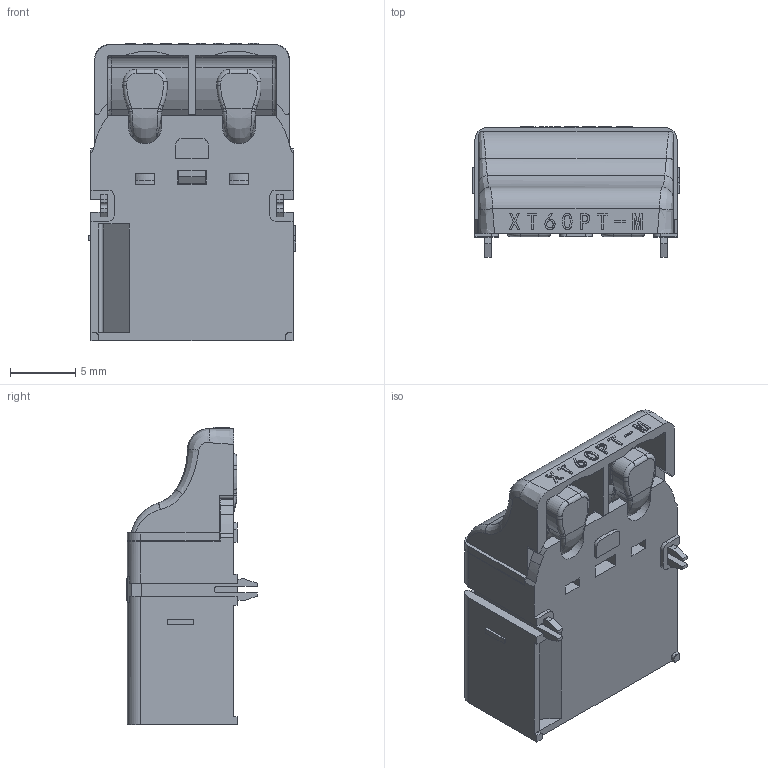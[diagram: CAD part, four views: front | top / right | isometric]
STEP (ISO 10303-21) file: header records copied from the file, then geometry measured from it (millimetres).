
FILE_DESCRIPTION (( 'STEP AP214' ), '1' );
FILE_NAME ('F9AA6A68-EB2D-4FF8-BEA8-F58B6FF94461.STEP', '2023-08-28T06:31:29', ( '' ), ( '' ), 'SwSTEP 2.0', 'SolidWorks 2022', '' );
FILE_SCHEMA (( 'AUTOMOTIVE_DESIGN' ));
Length unit declared in the file: millimetre
Products named in the file (1): F9AA6A68-EB2D-4FF8-BEA8-F58B6FF94461
Bounding box: 15.9 x 10 x 22.8 mm (x, y, z)
Volume: 1233.8 mm3; surface area: 2864 mm2
Topology: 1 solids, 1 shells, 714 faces, 2055 edges, 1353 vertices
Faces by surface type: plane 409, cylinder 163, bspline 110, torus 20, cone 12
Entity records: 31197 total; most frequent: CARTESIAN_POINT 13171, ORIENTED_EDGE 4102, DIRECTION 3295, EDGE_CURVE 2051, VERTEX_POINT 1353, LINE 1261, VECTOR 1261, AXIS2_PLACEMENT_3D 1017
